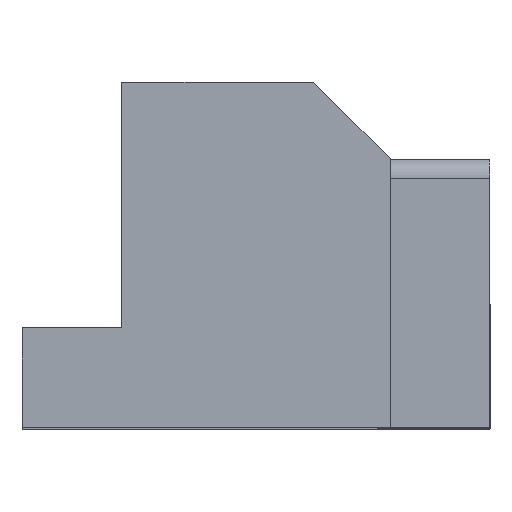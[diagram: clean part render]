
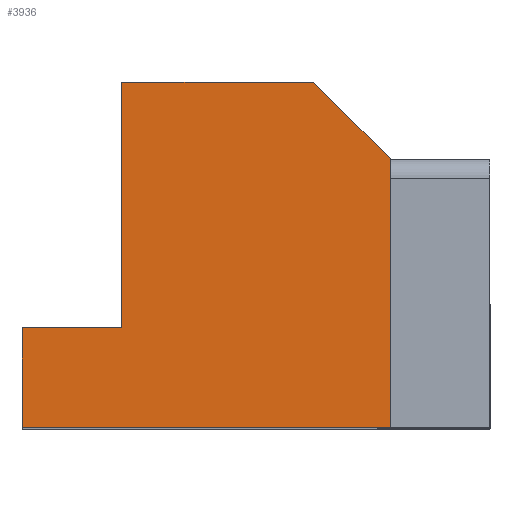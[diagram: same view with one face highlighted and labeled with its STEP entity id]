
A CAD part, top view. The second image highlights one B-rep face of the part: STEP entity #3936.
In plain terms, the highlighted planar face has unit normal (0, 0, 1).
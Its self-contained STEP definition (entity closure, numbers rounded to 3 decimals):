
#1296=CARTESIAN_POINT('',(48.,0.,1.5));
#1297=VERTEX_POINT('',#1296);
#1304=CARTESIAN_POINT('',(0.0,0.0,1.5));
#1305=VERTEX_POINT('',#1304);
#1306=CARTESIAN_POINT('',(48.,0.,1.5));
#1307=DIRECTION('',(-1.0,0.0,0.0));
#1308=VECTOR('',#1307,48.);
#1309=LINE('',#1306,#1308);
#1310=EDGE_CURVE('',#1297,#1305,#1309,.T.);
#2335=CARTESIAN_POINT('',(48.0,35.,1.5));
#2336=VERTEX_POINT('',#2335);
#2343=CARTESIAN_POINT('',(48.0,35.,1.5));
#2344=DIRECTION('',(0.0,-1.0,0.0));
#2345=VECTOR('',#2344,35.0);
#2346=LINE('',#2343,#2345);
#2347=EDGE_CURVE('',#2336,#1297,#2346,.T.);
#3043=CARTESIAN_POINT('',(13.,45.0,1.5));
#3044=VERTEX_POINT('',#3043);
#3053=CARTESIAN_POINT('',(38.,45.,1.5));
#3054=VERTEX_POINT('',#3053);
#3055=CARTESIAN_POINT('',(13.,45.0,1.5));
#3056=DIRECTION('',(1.0,0.0,0.0));
#3057=VECTOR('',#3056,25.0);
#3058=LINE('',#3055,#3057);
#3059=EDGE_CURVE('',#3044,#3054,#3058,.T.);
#3728=CARTESIAN_POINT('',(38.,45.,1.5));
#3729=DIRECTION('',(0.707,-0.707,0.0));
#3730=VECTOR('',#3729,14.142);
#3731=LINE('',#3728,#3730);
#3732=EDGE_CURVE('',#3054,#2336,#3731,.T.);
#3766=CARTESIAN_POINT('',(13.0,13.,1.5));
#3767=VERTEX_POINT('',#3766);
#3774=CARTESIAN_POINT('',(13.0,13.,1.5));
#3775=DIRECTION('',(0.0,1.0,0.0));
#3776=VECTOR('',#3775,32.);
#3777=LINE('',#3774,#3776);
#3778=EDGE_CURVE('',#3767,#3044,#3777,.T.);
#3886=CARTESIAN_POINT('',(0.0,13.0,1.5));
#3887=VERTEX_POINT('',#3886);
#3888=CARTESIAN_POINT('',(0.0,13.0,1.5));
#3889=DIRECTION('',(1.0,0.0,0.0));
#3890=VECTOR('',#3889,13.0);
#3891=LINE('',#3888,#3890);
#3892=EDGE_CURVE('',#3887,#3767,#3891,.T.);
#3910=CARTESIAN_POINT('',(0.0,0.0,1.5));
#3911=DIRECTION('',(0.0,1.0,0.0));
#3912=VECTOR('',#3911,13.0);
#3913=LINE('',#3910,#3912);
#3914=EDGE_CURVE('',#1305,#3887,#3913,.T.);
#3922=CARTESIAN_POINT('',(25.414,19.344,1.5));
#3923=DIRECTION('',(0.0,0.0,1.0));
#3924=DIRECTION('',(1.0,0.0,0.0));
#3925=AXIS2_PLACEMENT_3D('',#3922,#3923,#3924);
#3926=PLANE('',#3925);
#3927=ORIENTED_EDGE('',*,*,#3778,.F.);
#3928=ORIENTED_EDGE('',*,*,#3892,.F.);
#3929=ORIENTED_EDGE('',*,*,#3914,.F.);
#3930=ORIENTED_EDGE('',*,*,#1310,.F.);
#3931=ORIENTED_EDGE('',*,*,#2347,.F.);
#3932=ORIENTED_EDGE('',*,*,#3732,.F.);
#3933=ORIENTED_EDGE('',*,*,#3059,.F.);
#3934=EDGE_LOOP('',(#3927,#3928,#3929,#3930,#3931,#3932,#3933));
#3935=FACE_OUTER_BOUND('',#3934,.T.);
#3936=ADVANCED_FACE('',(#3935),#3926,.T.);
